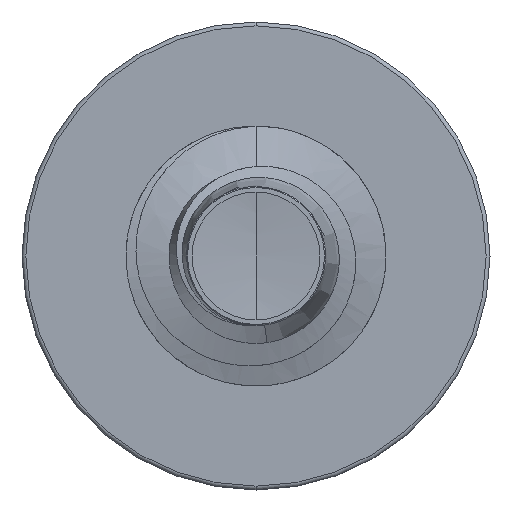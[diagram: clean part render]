
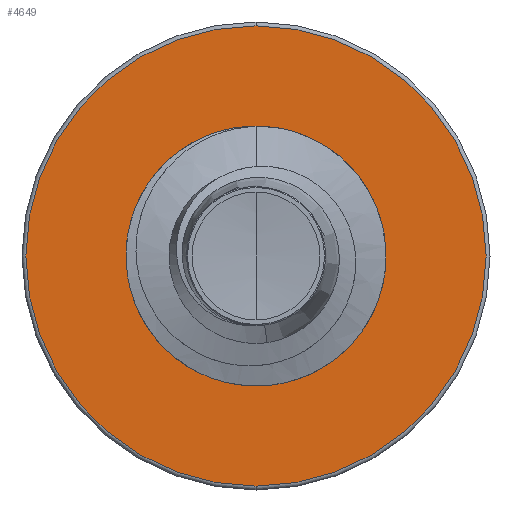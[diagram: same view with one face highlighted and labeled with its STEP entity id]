
A CAD part, front view. The second image highlights one B-rep face of the part: STEP entity #4649.
In plain terms, the highlighted planar face has unit normal (0, -1, 0).
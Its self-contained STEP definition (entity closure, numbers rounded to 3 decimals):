
#76 = DIRECTION ( 'NONE',  ( 0., 0., 1. ) ) ;
#91 = DIRECTION ( 'NONE',  ( 0., 1., 0. ) ) ;
#104 = CARTESIAN_POINT ( 'NONE',  ( 0., 7., 0. ) ) ;
#366 = DIRECTION ( 'NONE',  ( 0., 0., 1. ) ) ;
#397 = DIRECTION ( 'NONE',  ( 0., 1., 0. ) ) ;
#401 = CARTESIAN_POINT ( 'NONE',  ( 0., 7., 0. ) ) ;
#465 = ORIENTED_EDGE ( 'NONE', *, *, #4940, .F. ) ;
#892 = CIRCLE ( 'NONE', #9294, 2.842 ) ;
#1250 = ORIENTED_EDGE ( 'NONE', *, *, #8039, .T. ) ;
#1279 = DIRECTION ( 'NONE',  ( 0., 1., 0. ) ) ;
#1351 = EDGE_CURVE ( 'NONE', #8458, #9578, #8818, .T. ) ;
#1371 = ORIENTED_EDGE ( 'NONE', *, *, #1351, .F. ) ;
#1385 = CARTESIAN_POINT ( 'NONE',  ( 0., 7., -5.31 ) ) ;
#1691 = EDGE_LOOP ( 'NONE', ( #1250, #7597 ) ) ;
#2737 = EDGE_LOOP ( 'NONE', ( #1371, #465 ) ) ;
#3363 = CIRCLE ( 'NONE', #6745, 5.31 ) ;
#3824 = AXIS2_PLACEMENT_3D ( 'NONE', #6060, #5921, #5908 ) ;
#4226 = CARTESIAN_POINT ( 'NONE',  ( 0., 7., 2.842 ) ) ;
#4649 = ADVANCED_FACE ( 'NONE', ( #7847, #6043 ), #5627, .F. ) ;
#4940 = EDGE_CURVE ( 'NONE', #9578, #8458, #3363, .T. ) ;
#5627 = PLANE ( 'NONE',  #3824 ) ;
#5908 = DIRECTION ( 'NONE',  ( 0., 0., 1. ) ) ;
#5921 = DIRECTION ( 'NONE',  ( 0., 1., 0. ) ) ;
#5952 = CARTESIAN_POINT ( 'NONE',  ( 0., 7., -2.842 ) ) ;
#6043 = FACE_BOUND ( 'NONE', #1691, .T. ) ;
#6060 = CARTESIAN_POINT ( 'NONE',  ( 0., 7., -2.842 ) ) ;
#6194 = CIRCLE ( 'NONE', #8576, 2.842 ) ;
#6430 = CARTESIAN_POINT ( 'NONE',  ( 0., 7., 5.31 ) ) ;
#6465 = EDGE_CURVE ( 'NONE', #8881, #8943, #892, .T. ) ;
#6581 = CARTESIAN_POINT ( 'NONE',  ( 0., 7., 0. ) ) ;
#6745 = AXIS2_PLACEMENT_3D ( 'NONE', #104, #91, #76 ) ;
#6900 = CARTESIAN_POINT ( 'NONE',  ( 0., 7., 0. ) ) ;
#7259 = DIRECTION ( 'NONE',  ( 0., 0., 1. ) ) ;
#7429 = DIRECTION ( 'NONE',  ( 0., 1., 0. ) ) ;
#7543 = DIRECTION ( 'NONE',  ( 0., 0., 1. ) ) ;
#7597 = ORIENTED_EDGE ( 'NONE', *, *, #6465, .T. ) ;
#7847 = FACE_OUTER_BOUND ( 'NONE', #2737, .T. ) ;
#7993 = AXIS2_PLACEMENT_3D ( 'NONE', #6581, #7429, #7259 ) ;
#8039 = EDGE_CURVE ( 'NONE', #8943, #8881, #6194, .T. ) ;
#8458 = VERTEX_POINT ( 'NONE', #6430 ) ;
#8576 = AXIS2_PLACEMENT_3D ( 'NONE', #6900, #1279, #7543 ) ;
#8818 = CIRCLE ( 'NONE', #7993, 5.31 ) ;
#8881 = VERTEX_POINT ( 'NONE', #5952 ) ;
#8943 = VERTEX_POINT ( 'NONE', #4226 ) ;
#9294 = AXIS2_PLACEMENT_3D ( 'NONE', #401, #397, #366 ) ;
#9578 = VERTEX_POINT ( 'NONE', #1385 ) ;
